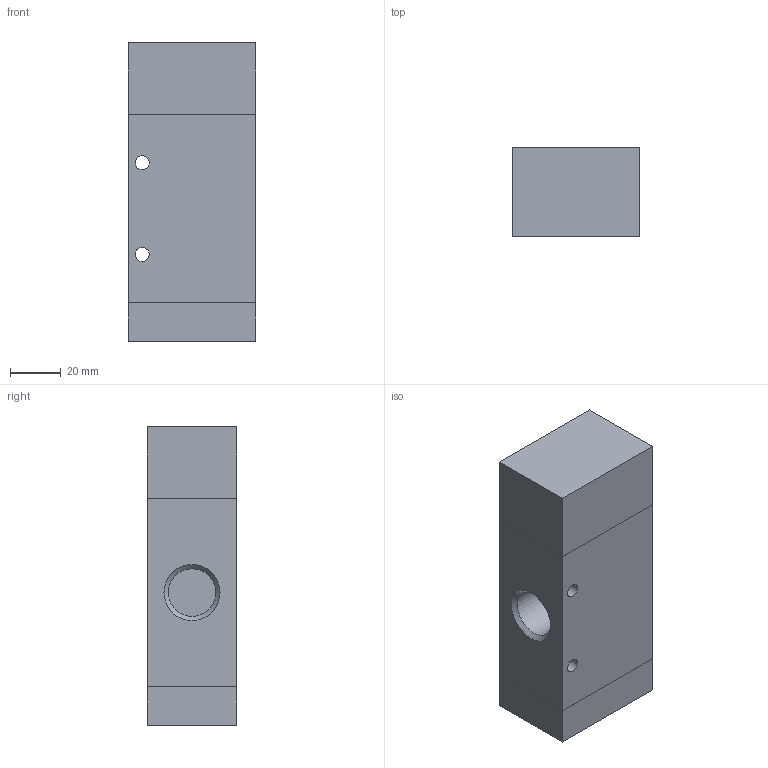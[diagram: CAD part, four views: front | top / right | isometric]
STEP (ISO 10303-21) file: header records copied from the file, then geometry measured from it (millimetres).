
FILE_DESCRIPTION((''),'2;1');
FILE_NAME('212-2_32_11_12-#.stp','2006-12-19T09:20:32',('rivolro1'),(''),'Autodesk Inventor 11','Autodesk Inventor 11','');
FILE_SCHEMA(('AUTOMOTIVE_DESIGN { 1 0 10303 214 1 1 1 1 }'));
Length unit declared in the file: millimetre
Products named in the file (1): 212-2_32_11_12-#
Bounding box: 50 x 35 x 117 mm (x, y, z)
Volume: 189369.3 mm3; surface area: 27459.2 mm2
Topology: 1 solids, 1 shells, 33 faces, 67 edges, 43 vertices
Faces by surface type: plane 16, bspline 15, cylinder 2
Full cylindrical faces by diameter (mm): 5.5 x2
Entity records: 961 total; most frequent: CARTESIAN_POINT 317, DIRECTION 112, ORIENTED_EDGE 110, EDGE_LOOP 56, EDGE_CURVE 55, VERTEX_POINT 43, AXIS2_PLACEMENT_3D 38, VECTOR 36
